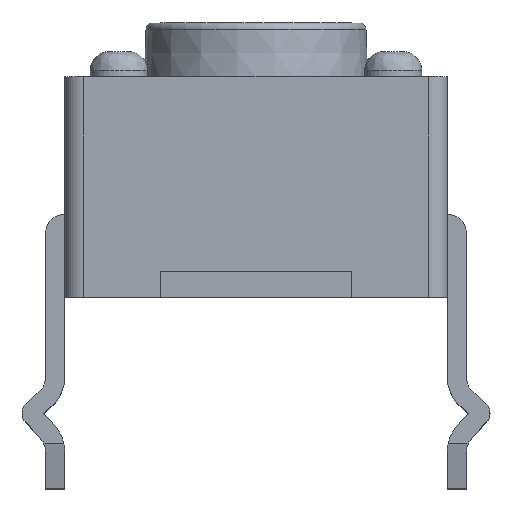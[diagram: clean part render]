
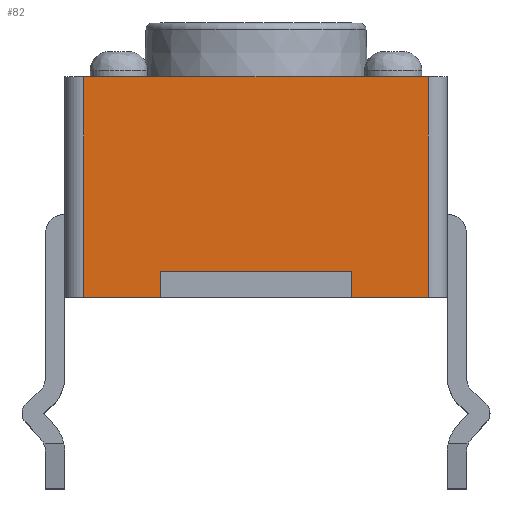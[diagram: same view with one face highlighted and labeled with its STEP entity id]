
A CAD part, top view. The second image highlights one B-rep face of the part: STEP entity #82.
In plain terms, the highlighted planar face has unit normal (0, 0, 1).
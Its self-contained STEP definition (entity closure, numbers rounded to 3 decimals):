
#82=ADVANCED_FACE('',(#697),#698,.T.);
#697=FACE_OUTER_BOUND('',#1844,.T.);
#698=PLANE('',#1845);
#1844=EDGE_LOOP('',(#3902,#3903,#3904,#3905,#3906,#3907,#3908,#3909));
#1845=AXIS2_PLACEMENT_3D('',#3910,#3911,#3912);
#3902=ORIENTED_EDGE('',*,*,#8545,.F.);
#3903=ORIENTED_EDGE('',*,*,#8035,.T.);
#3904=ORIENTED_EDGE('',*,*,#8544,.F.);
#3905=ORIENTED_EDGE('',*,*,#8546,.F.);
#3906=ORIENTED_EDGE('',*,*,#8547,.T.);
#3907=ORIENTED_EDGE('',*,*,#8039,.T.);
#3908=ORIENTED_EDGE('',*,*,#8548,.T.);
#3909=ORIENTED_EDGE('',*,*,#8428,.T.);
#3910=CARTESIAN_POINT('',(-3.0,0.0,3.0));
#3911=DIRECTION('',(0.0,0.0,1.0));
#3912=DIRECTION('',(1.0,0.0,0.0));
#8035=EDGE_CURVE('',#9654,#9652,#9655,.T.);
#8039=EDGE_CURVE('',#9662,#9660,#9663,.T.);
#8428=EDGE_CURVE('',#10425,#10430,#10432,.T.);
#8544=EDGE_CURVE('',#10639,#9652,#10641,.T.);
#8545=EDGE_CURVE('',#9654,#10430,#10642,.T.);
#8546=EDGE_CURVE('',#10643,#10639,#10644,.T.);
#8547=EDGE_CURVE('',#10643,#9662,#10645,.T.);
#8548=EDGE_CURVE('',#9660,#10425,#10646,.T.);
#9652=VERTEX_POINT('',#12305);
#9654=VERTEX_POINT('',#12307);
#9655=LINE('',#12308,#12309);
#9660=VERTEX_POINT('',#12316);
#9662=VERTEX_POINT('',#12319);
#9663=LINE('',#12320,#12321);
#10425=VERTEX_POINT('',#13463);
#10430=VERTEX_POINT('',#13470);
#10432=LINE('',#13473,#13474);
#10639=VERTEX_POINT('',#13791);
#10641=LINE('',#13793,#13794);
#10642=LINE('',#13795,#13796);
#10643=VERTEX_POINT('',#13797);
#10644=LINE('',#13798,#13799);
#10645=LINE('',#13800,#13801);
#10646=LINE('',#13802,#13803);
#12305=CARTESIAN_POINT('',(2.7,0.0,3.0));
#12307=CARTESIAN_POINT('',(1.5,0.0,3.0));
#12308=CARTESIAN_POINT('',(1.5,0.0,3.0));
#12309=VECTOR('',#16419,1.2);
#12316=CARTESIAN_POINT('',(-1.5,0.0,3.0));
#12319=CARTESIAN_POINT('',(-2.7,0.0,3.0));
#12320=CARTESIAN_POINT('',(-2.7,0.0,3.0));
#12321=VECTOR('',#16423,1.2);
#13463=CARTESIAN_POINT('',(-1.5,0.4,3.0));
#13470=CARTESIAN_POINT('',(1.5,0.4,3.0));
#13473=CARTESIAN_POINT('',(-1.5,0.4,3.0));
#13474=VECTOR('',#16822,3.0);
#13791=CARTESIAN_POINT('',(2.7,3.45,3.0));
#13793=CARTESIAN_POINT('',(2.7,3.45,3.0));
#13794=VECTOR('',#16960,3.45);
#13795=CARTESIAN_POINT('',(1.5,0.0,3.0));
#13796=VECTOR('',#16961,0.4);
#13797=CARTESIAN_POINT('',(-2.7,3.45,3.0));
#13798=CARTESIAN_POINT('',(-2.7,3.45,3.0));
#13799=VECTOR('',#16962,5.4);
#13800=CARTESIAN_POINT('',(-2.7,3.45,3.0));
#13801=VECTOR('',#16963,3.45);
#13802=CARTESIAN_POINT('',(-1.5,0.0,3.0));
#13803=VECTOR('',#16964,0.4);
#16419=DIRECTION('',(1.0,0.0,0.0));
#16423=DIRECTION('',(1.0,0.0,0.0));
#16822=DIRECTION('',(1.0,0.0,0.0));
#16960=DIRECTION('',(0.0,-1.0,0.0));
#16961=DIRECTION('',(0.0,1.0,0.0));
#16962=DIRECTION('',(1.0,0.0,0.0));
#16963=DIRECTION('',(0.0,-1.0,0.0));
#16964=DIRECTION('',(0.0,1.0,0.0));
